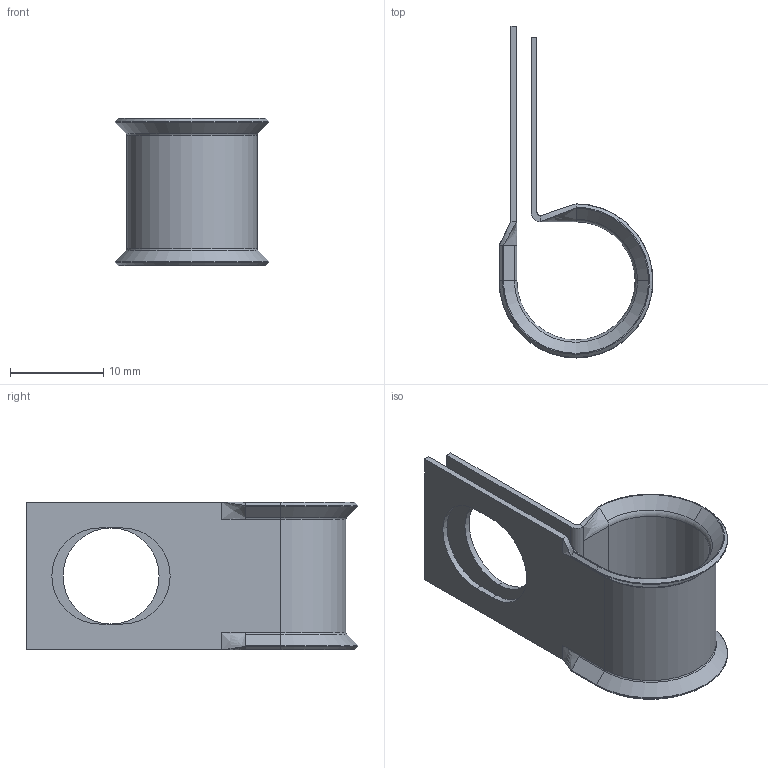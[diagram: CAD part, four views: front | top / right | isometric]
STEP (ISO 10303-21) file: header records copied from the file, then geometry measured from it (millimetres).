
FILE_DESCRIPTION (( 'STEP AP214' ), '1' );
FILE_NAME ('CF 0813Z2.step', '2018-10-30T21:02:27', ( 'User' ), ( 'Microsoft' ), 'SwSTEP 2.0', 'SolidWorks 2018', '' );
FILE_SCHEMA (( 'AUTOMOTIVE_DESIGN' ));
Length unit declared in the file: inch
Products named in the file (1): CF 0813Z2
Bounding box: 16.53 x 35.62 x 15.88 mm (x, y, z)
Volume: 734.3 mm3; surface area: 2486.1 mm2
Topology: 1 solids, 1 shells, 70 faces, 168 edges, 100 vertices
Faces by surface type: plane 21, cylinder 19, bspline 13, cone 9, torus 8
Entity records: 2741 total; most frequent: CARTESIAN_POINT 1096, ORIENTED_EDGE 336, DIRECTION 327, EDGE_CURVE 168, AXIS2_PLACEMENT_3D 113, VECTOR 101, LINE 101, VERTEX_POINT 100
